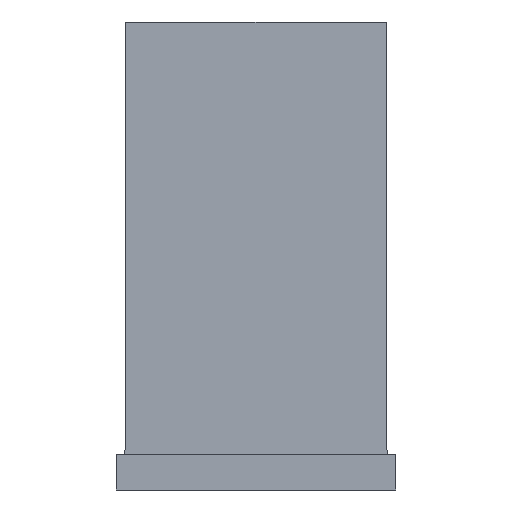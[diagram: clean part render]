
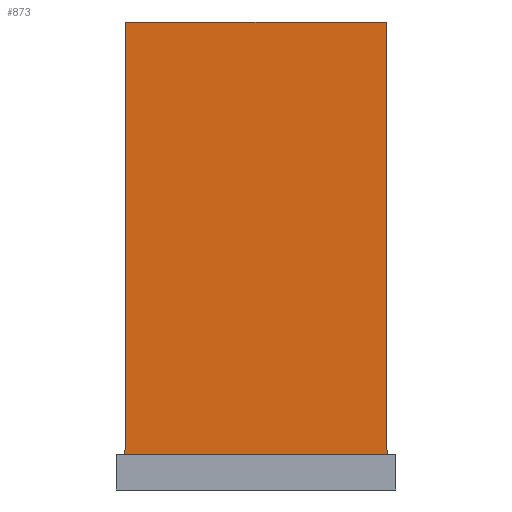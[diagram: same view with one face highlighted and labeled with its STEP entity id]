
A CAD part, front view. The second image highlights one B-rep face of the part: STEP entity #873.
In plain terms, the highlighted planar face has unit normal (0, -1, 0.002).
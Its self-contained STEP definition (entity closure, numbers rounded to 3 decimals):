
#28 = DIRECTION ( 'NONE',  ( -0.002, 0.002, 1. ) ) ;
#35 = CARTESIAN_POINT ( 'NONE',  ( -44.75, -22.25, 0. ) ) ;
#242 = VERTEX_POINT ( 'NONE', #1376 ) ;
#248 = EDGE_CURVE ( 'NONE', #1396, #1239, #1363, .T. ) ;
#251 = ORIENTED_EDGE ( 'NONE', *, *, #635, .F. ) ;
#272 = LINE ( 'NONE', #821, #1559 ) ;
#303 = EDGE_CURVE ( 'NONE', #1156, #242, #907, .T. ) ;
#397 = CARTESIAN_POINT ( 'NONE',  ( -44.75, -22.25, 0.075 ) ) ;
#400 = CARTESIAN_POINT ( 'NONE',  ( 44.75, -22.25, 0.15 ) ) ;
#408 = VECTOR ( 'NONE', #1316, 1000. ) ;
#440 = CARTESIAN_POINT ( 'NONE',  ( 44.999, -22.499, -148.5 ) ) ;
#529 = VECTOR ( 'NONE', #28, 1000. ) ;
#588 = CARTESIAN_POINT ( 'NONE',  ( -44.999, -22.499, -148.5 ) ) ;
#606 = VECTOR ( 'NONE', #1255, 1000. ) ;
#635 = EDGE_CURVE ( 'NONE', #1239, #242, #272, .T. ) ;
#716 = ORIENTED_EDGE ( 'NONE', *, *, #303, .T. ) ;
#769 = ORIENTED_EDGE ( 'NONE', *, *, #1198, .T. ) ;
#821 = CARTESIAN_POINT ( 'NONE',  ( -44.75, -22.25, 0. ) ) ;
#853 = PLANE ( 'NONE',  #1020 ) ;
#873 = ADVANCED_FACE ( 'NONE', ( #1438 ), #853, .T. ) ;
#907 = LINE ( 'NONE', #400, #529 ) ;
#944 = DIRECTION ( 'NONE',  ( 1., 0., 0. ) ) ;
#1020 = AXIS2_PLACEMENT_3D ( 'NONE', #35, #1293, #1270 ) ;
#1156 = VERTEX_POINT ( 'NONE', #440 ) ;
#1196 = CARTESIAN_POINT ( 'NONE',  ( -44.75, -22.499, -148.5 ) ) ;
#1198 = EDGE_CURVE ( 'NONE', #1396, #1156, #1323, .T. ) ;
#1204 = ORIENTED_EDGE ( 'NONE', *, *, #248, .F. ) ;
#1239 = VERTEX_POINT ( 'NONE', #1552 ) ;
#1255 = DIRECTION ( 'NONE',  ( 0.002, 0.002, 1. ) ) ;
#1270 = DIRECTION ( 'NONE',  ( 0., -0.002, -1. ) ) ;
#1293 = DIRECTION ( 'NONE',  ( 0., -1., 0.002 ) ) ;
#1316 = DIRECTION ( 'NONE',  ( 1., 0., 0. ) ) ;
#1323 = LINE ( 'NONE', #1196, #408 ) ;
#1363 = LINE ( 'NONE', #397, #606 ) ;
#1376 = CARTESIAN_POINT ( 'NONE',  ( 44.75, -22.25, 0. ) ) ;
#1396 = VERTEX_POINT ( 'NONE', #588 ) ;
#1438 = FACE_OUTER_BOUND ( 'NONE', #1591, .T. ) ;
#1552 = CARTESIAN_POINT ( 'NONE',  ( -44.75, -22.25, 0. ) ) ;
#1559 = VECTOR ( 'NONE', #944, 1000. ) ;
#1591 = EDGE_LOOP ( 'NONE', ( #251, #1204, #769, #716 ) ) ;
